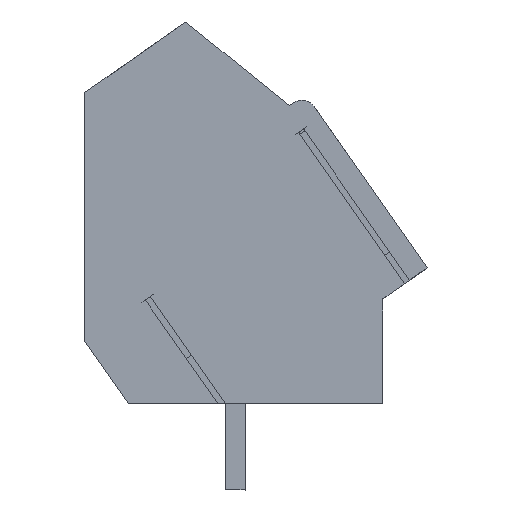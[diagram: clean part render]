
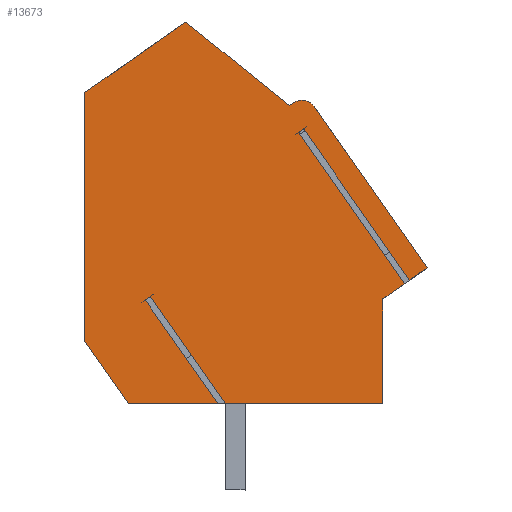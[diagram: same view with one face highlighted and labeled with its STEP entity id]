
A CAD part, left-side view. The second image highlights one B-rep face of the part: STEP entity #13673.
In plain terms, the highlighted planar face has unit normal (-1, 0, 0).
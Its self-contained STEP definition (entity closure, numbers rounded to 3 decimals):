
#12252=AXIS2_PLACEMENT_3D('Circle Axis2P3D',#12250,#12251,$) ;
#13613=AXIS2_PLACEMENT_3D('Plane Axis2P3D',#13610,#13611,#13612) ;
#11898=CARTESIAN_POINT('Vertex',(0.,1.8,3.5)) ;
#11901=CARTESIAN_POINT('Line Origine',(0.,4.996,3.5)) ;
#11905=CARTESIAN_POINT('Vertex',(0.,8.192,3.5)) ;
#11926=CARTESIAN_POINT('Vertex',(0.,8.496,3.5)) ;
#11929=CARTESIAN_POINT('Line Origine',(0.,10.312,3.5)) ;
#11933=CARTESIAN_POINT('Vertex',(0.,12.128,3.5)) ;
#12021=CARTESIAN_POINT('Line Origine',(0.,13.014,4.765)) ;
#12025=CARTESIAN_POINT('Vertex',(0.,13.9,6.03)) ;
#12046=CARTESIAN_POINT('Line Origine',(0.,13.9,11.081)) ;
#12050=CARTESIAN_POINT('Vertex',(0.,13.9,16.132)) ;
#12139=CARTESIAN_POINT('Line Origine',(0.,11.852,17.566)) ;
#12143=CARTESIAN_POINT('Vertex',(0.,9.804,19.)) ;
#12200=CARTESIAN_POINT('Line Origine',(0.,7.696,17.302)) ;
#12204=CARTESIAN_POINT('Vertex',(0.,5.588,15.604)) ;
#12225=CARTESIAN_POINT('Line Origine',(0.,5.506,15.662)) ;
#12229=CARTESIAN_POINT('Vertex',(0.,5.424,15.719)) ;
#12250=CARTESIAN_POINT('Axis2P3D Location',(0.,5.08,15.227)) ;
#12254=CARTESIAN_POINT('Vertex',(0.,4.589,15.572)) ;
#12275=CARTESIAN_POINT('Line Origine',(0.,2.294,12.295)) ;
#12279=CARTESIAN_POINT('Vertex',(0.,0.,9.018)) ;
#12368=CARTESIAN_POINT('Line Origine',(0.,0.358,8.767)) ;
#12372=CARTESIAN_POINT('Vertex',(0.,0.717,8.516)) ;
#12393=CARTESIAN_POINT('Vertex',(0.,0.921,8.373)) ;
#12396=CARTESIAN_POINT('Line Origine',(0.,1.361,8.066)) ;
#12400=CARTESIAN_POINT('Vertex',(0.,1.8,7.758)) ;
#13597=CARTESIAN_POINT('Line Origine',(0.,1.8,5.629)) ;
#13610=CARTESIAN_POINT('Axis2P3D Location',(0.,13.9,0.)) ;
#13615=CARTESIAN_POINT('Line Origine',(0.,9.972,5.608)) ;
#13619=CARTESIAN_POINT('Vertex',(0.,11.448,7.716)) ;
#13622=CARTESIAN_POINT('Line Origine',(0.,11.346,7.788)) ;
#13626=CARTESIAN_POINT('Vertex',(0.,11.244,7.859)) ;
#13629=CARTESIAN_POINT('Line Origine',(0.,9.718,5.68)) ;
#13634=CARTESIAN_POINT('Line Origine',(0.,3.072,11.445)) ;
#13638=CARTESIAN_POINT('Vertex',(0.,5.223,14.517)) ;
#13641=CARTESIAN_POINT('Line Origine',(0.,5.121,14.588)) ;
#13645=CARTESIAN_POINT('Vertex',(0.,5.019,14.66)) ;
#13648=CARTESIAN_POINT('Line Origine',(0.,2.868,11.588)) ;
#11902=DIRECTION('Vector Direction',(0.,1.,0.)) ;
#11930=DIRECTION('Vector Direction',(0.,1.,0.)) ;
#12022=DIRECTION('Vector Direction',(0.,0.574,0.819)) ;
#12047=DIRECTION('Vector Direction',(0.,0.,1.)) ;
#12140=DIRECTION('Vector Direction',(0.,-0.819,0.574)) ;
#12201=DIRECTION('Vector Direction',(0.,-0.779,-0.627)) ;
#12226=DIRECTION('Vector Direction',(0.,-0.819,0.574)) ;
#12251=DIRECTION('Axis2P3D Direction',(-1.,0.,0.)) ;
#12276=DIRECTION('Vector Direction',(0.,-0.574,-0.819)) ;
#12369=DIRECTION('Vector Direction',(0.,0.819,-0.574)) ;
#12397=DIRECTION('Vector Direction',(0.,0.819,-0.574)) ;
#13598=DIRECTION('Vector Direction',(0.,0.,-1.)) ;
#13611=DIRECTION('Axis2P3D Direction',(-1.,0.,0.)) ;
#13612=DIRECTION('Axis2P3D XDirection',(0.,-1.,0.)) ;
#13616=DIRECTION('Vector Direction',(0.,-0.574,-0.819)) ;
#13623=DIRECTION('Vector Direction',(0.,0.819,-0.574)) ;
#13630=DIRECTION('Vector Direction',(0.,-0.574,-0.819)) ;
#13635=DIRECTION('Vector Direction',(0.,-0.574,-0.819)) ;
#13642=DIRECTION('Vector Direction',(0.,0.819,-0.574)) ;
#13649=DIRECTION('Vector Direction',(0.,-0.574,-0.819)) ;
#11903=VECTOR('Line Direction',#11902,1.) ;
#11931=VECTOR('Line Direction',#11930,1.) ;
#12023=VECTOR('Line Direction',#12022,1.) ;
#12048=VECTOR('Line Direction',#12047,1.) ;
#12141=VECTOR('Line Direction',#12140,1.) ;
#12202=VECTOR('Line Direction',#12201,1.) ;
#12227=VECTOR('Line Direction',#12226,1.) ;
#12277=VECTOR('Line Direction',#12276,1.) ;
#12370=VECTOR('Line Direction',#12369,1.) ;
#12398=VECTOR('Line Direction',#12397,1.) ;
#13599=VECTOR('Line Direction',#13598,1.) ;
#13617=VECTOR('Line Direction',#13616,1.) ;
#13624=VECTOR('Line Direction',#13623,1.) ;
#13631=VECTOR('Line Direction',#13630,1.) ;
#13636=VECTOR('Line Direction',#13635,1.) ;
#13643=VECTOR('Line Direction',#13642,1.) ;
#13650=VECTOR('Line Direction',#13649,1.) ;
#13654=ORIENTED_EDGE('',*,*,#12374,.T.) ;
#13655=ORIENTED_EDGE('',*,*,#12281,.T.) ;
#13656=ORIENTED_EDGE('',*,*,#12256,.T.) ;
#13657=ORIENTED_EDGE('',*,*,#12231,.T.) ;
#13658=ORIENTED_EDGE('',*,*,#12206,.T.) ;
#13659=ORIENTED_EDGE('',*,*,#12145,.T.) ;
#13660=ORIENTED_EDGE('',*,*,#12052,.T.) ;
#13661=ORIENTED_EDGE('',*,*,#12027,.T.) ;
#13662=ORIENTED_EDGE('',*,*,#11935,.T.) ;
#13663=ORIENTED_EDGE('',*,*,#13621,.F.) ;
#13664=ORIENTED_EDGE('',*,*,#13628,.F.) ;
#13665=ORIENTED_EDGE('',*,*,#13633,.T.) ;
#13666=ORIENTED_EDGE('',*,*,#11907,.T.) ;
#13667=ORIENTED_EDGE('',*,*,#13601,.T.) ;
#13668=ORIENTED_EDGE('',*,*,#12402,.T.) ;
#13669=ORIENTED_EDGE('',*,*,#13640,.F.) ;
#13670=ORIENTED_EDGE('',*,*,#13647,.F.) ;
#13671=ORIENTED_EDGE('',*,*,#13652,.T.) ;
#13673=ADVANCED_FACE('HOUSING',(#13672),#13614,.T.) ;
#12253=CIRCLE('generated circle',#12252,0.6) ;
#11907=EDGE_CURVE('',#11906,#11899,#11904,.F.) ;
#11935=EDGE_CURVE('',#11934,#11927,#11932,.F.) ;
#12027=EDGE_CURVE('',#12026,#11934,#12024,.F.) ;
#12052=EDGE_CURVE('',#12051,#12026,#12049,.F.) ;
#12145=EDGE_CURVE('',#12144,#12051,#12142,.F.) ;
#12206=EDGE_CURVE('',#12205,#12144,#12203,.F.) ;
#12231=EDGE_CURVE('',#12230,#12205,#12228,.F.) ;
#12256=EDGE_CURVE('',#12255,#12230,#12253,.T.) ;
#12281=EDGE_CURVE('',#12280,#12255,#12278,.F.) ;
#12374=EDGE_CURVE('',#12373,#12280,#12371,.F.) ;
#12402=EDGE_CURVE('',#12401,#12394,#12399,.F.) ;
#13601=EDGE_CURVE('',#11899,#12401,#13600,.F.) ;
#13621=EDGE_CURVE('',#13620,#11927,#13618,.T.) ;
#13628=EDGE_CURVE('',#13627,#13620,#13625,.T.) ;
#13633=EDGE_CURVE('',#13627,#11906,#13632,.T.) ;
#13640=EDGE_CURVE('',#13639,#12394,#13637,.T.) ;
#13647=EDGE_CURVE('',#13646,#13639,#13644,.T.) ;
#13652=EDGE_CURVE('',#13646,#12373,#13651,.T.) ;
#13653=EDGE_LOOP('',(#13654,#13655,#13656,#13657,#13658,#13659,#13660,#13661,#13662,#13663,#13664,#13665,#13666,#13667,#13668,#13669,#13670,#13671)) ;
#13672=FACE_OUTER_BOUND('',#13653,.T.) ;
#11904=LINE('Line',#11901,#11903) ;
#11932=LINE('Line',#11929,#11931) ;
#12024=LINE('Line',#12021,#12023) ;
#12049=LINE('Line',#12046,#12048) ;
#12142=LINE('Line',#12139,#12141) ;
#12203=LINE('Line',#12200,#12202) ;
#12228=LINE('Line',#12225,#12227) ;
#12278=LINE('Line',#12275,#12277) ;
#12371=LINE('Line',#12368,#12370) ;
#12399=LINE('Line',#12396,#12398) ;
#13600=LINE('Line',#13597,#13599) ;
#13618=LINE('Line',#13615,#13617) ;
#13625=LINE('Line',#13622,#13624) ;
#13632=LINE('Line',#13629,#13631) ;
#13637=LINE('Line',#13634,#13636) ;
#13644=LINE('Line',#13641,#13643) ;
#13651=LINE('Line',#13648,#13650) ;
#13614=PLANE('',#13613) ;
#11899=VERTEX_POINT('',#11898) ;
#11906=VERTEX_POINT('',#11905) ;
#11927=VERTEX_POINT('',#11926) ;
#11934=VERTEX_POINT('',#11933) ;
#12026=VERTEX_POINT('',#12025) ;
#12051=VERTEX_POINT('',#12050) ;
#12144=VERTEX_POINT('',#12143) ;
#12205=VERTEX_POINT('',#12204) ;
#12230=VERTEX_POINT('',#12229) ;
#12255=VERTEX_POINT('',#12254) ;
#12280=VERTEX_POINT('',#12279) ;
#12373=VERTEX_POINT('',#12372) ;
#12394=VERTEX_POINT('',#12393) ;
#12401=VERTEX_POINT('',#12400) ;
#13620=VERTEX_POINT('',#13619) ;
#13627=VERTEX_POINT('',#13626) ;
#13639=VERTEX_POINT('',#13638) ;
#13646=VERTEX_POINT('',#13645) ;
